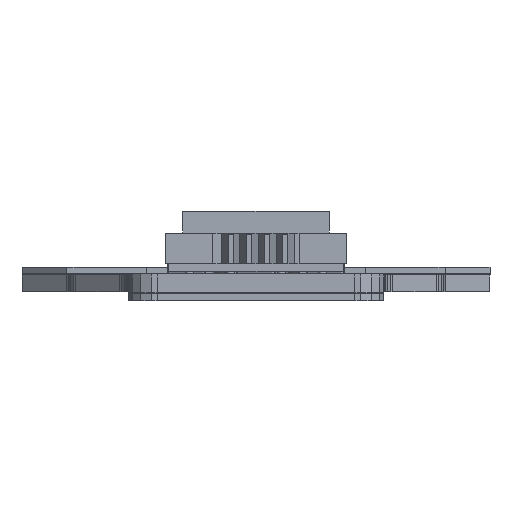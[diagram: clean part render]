
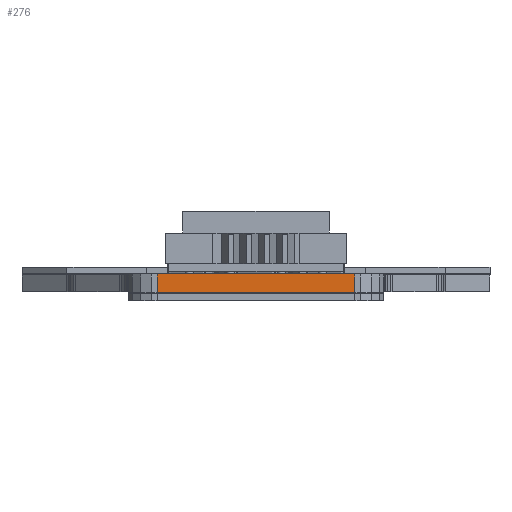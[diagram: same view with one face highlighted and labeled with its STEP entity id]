
A CAD part, left-side view. The second image highlights one B-rep face of the part: STEP entity #276.
In plain terms, the highlighted planar face has unit normal (-1, 0, 0).
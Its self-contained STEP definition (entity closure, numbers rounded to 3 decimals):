
#251 = VERTEX_POINT('',#252);
#252 = CARTESIAN_POINT('',(-9.35,-1.35,0.257));
#258 = EDGE_CURVE('',#259,#251,#261,.T.);
#259 = VERTEX_POINT('',#260);
#260 = CARTESIAN_POINT('',(-9.35,-1.35,0.));
#261 = LINE('',#262,#263);
#262 = CARTESIAN_POINT('',(-9.35,-1.35,0.));
#263 = VECTOR('',#264,1.);
#264 = DIRECTION('',(0.,0.,1.));
#276 = ADVANCED_FACE('',(#277),#302,.T.);
#277 = FACE_BOUND('',#278,.T.);
#278 = EDGE_LOOP('',(#279,#280,#288,#296));
#279 = ORIENTED_EDGE('',*,*,#258,.T.);
#280 = ORIENTED_EDGE('',*,*,#281,.T.);
#281 = EDGE_CURVE('',#251,#282,#284,.T.);
#282 = VERTEX_POINT('',#283);
#283 = CARTESIAN_POINT('',(-9.35,1.35,0.257));
#284 = LINE('',#285,#286);
#285 = CARTESIAN_POINT('',(-9.35,-1.35,0.257));
#286 = VECTOR('',#287,1.);
#287 = DIRECTION('',(0.,1.,0.));
#288 = ORIENTED_EDGE('',*,*,#289,.F.);
#289 = EDGE_CURVE('',#290,#282,#292,.T.);
#290 = VERTEX_POINT('',#291);
#291 = CARTESIAN_POINT('',(-9.35,1.35,0.));
#292 = LINE('',#293,#294);
#293 = CARTESIAN_POINT('',(-9.35,1.35,0.));
#294 = VECTOR('',#295,1.);
#295 = DIRECTION('',(0.,0.,1.));
#296 = ORIENTED_EDGE('',*,*,#297,.F.);
#297 = EDGE_CURVE('',#259,#290,#298,.T.);
#298 = LINE('',#299,#300);
#299 = CARTESIAN_POINT('',(-9.35,-1.35,0.));
#300 = VECTOR('',#301,1.);
#301 = DIRECTION('',(0.,1.,0.));
#302 = PLANE('',#303);
#303 = AXIS2_PLACEMENT_3D('',#304,#305,#306);
#304 = CARTESIAN_POINT('',(-9.35,-1.35,0.));
#305 = DIRECTION('',(-1.,0.,0.));
#306 = DIRECTION('',(0.,1.,0.));
